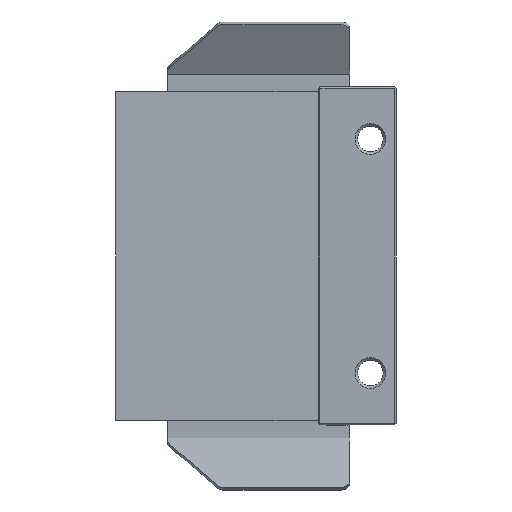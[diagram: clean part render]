
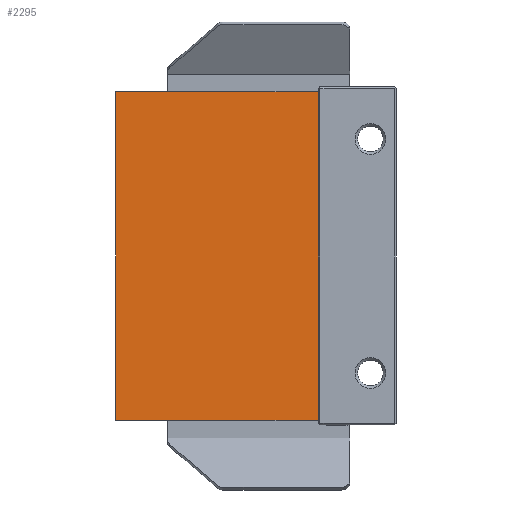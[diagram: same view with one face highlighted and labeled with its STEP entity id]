
A CAD part, left-side view. The second image highlights one B-rep face of the part: STEP entity #2295.
In plain terms, the highlighted face is planar.
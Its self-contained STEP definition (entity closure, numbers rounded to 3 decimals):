
#1993=CARTESIAN_POINT('',(1.0,0.0,31.55));
#1994=VERTEX_POINT('',#1993);
#1995=CARTESIAN_POINT('',(1.0,0.0,-31.55));
#1996=VERTEX_POINT('',#1995);
#1997=CARTESIAN_POINT('',(1.0,0.0,31.55));
#1998=DIRECTION('',(0.0,0.0,-1.0));
#1999=VECTOR('',#1998,63.1);
#2000=LINE('',#1997,#1999);
#2001=EDGE_CURVE('',#1994,#1996,#2000,.T.);
#2265=CARTESIAN_POINT('',(1.0,0.0,0.0));
#2266=DIRECTION('',(1.,0.012,0.0));
#2267=DIRECTION('',(0.0,0.0,-1.0));
#2268=AXIS2_PLACEMENT_3D('',#2265,#2266,#2267);
#2269=PLANE('',#2268);
#2270=CARTESIAN_POINT('',(1.5,-40.1,31.55));
#2271=VERTEX_POINT('',#2270);
#2272=CARTESIAN_POINT('',(1.0,0.0,31.55));
#2273=DIRECTION('',(0.012,-1.,0.0));
#2274=VECTOR('',#2273,40.103);
#2275=LINE('',#2272,#2274);
#2276=EDGE_CURVE('',#1994,#2271,#2275,.T.);
#2277=ORIENTED_EDGE('',*,*,#2276,.T.);
#2278=CARTESIAN_POINT('',(1.5,-40.1,-31.55));
#2279=VERTEX_POINT('',#2278);
#2280=CARTESIAN_POINT('',(1.5,-40.1,-31.55));
#2281=DIRECTION('',(0.0,0.0,1.0));
#2282=VECTOR('',#2281,63.1);
#2283=LINE('',#2280,#2282);
#2284=EDGE_CURVE('',#2279,#2271,#2283,.T.);
#2285=ORIENTED_EDGE('',*,*,#2284,.F.);
#2286=CARTESIAN_POINT('',(1.5,-40.1,-31.55));
#2287=DIRECTION('',(-0.012,1.,0.0));
#2288=VECTOR('',#2287,40.103);
#2289=LINE('',#2286,#2288);
#2290=EDGE_CURVE('',#2279,#1996,#2289,.T.);
#2291=ORIENTED_EDGE('',*,*,#2290,.T.);
#2292=ORIENTED_EDGE('',*,*,#2001,.F.);
#2293=EDGE_LOOP('',(#2277,#2285,#2291,#2292));
#2294=FACE_OUTER_BOUND('',#2293,.T.);
#2295=ADVANCED_FACE('',(#2294),#2269,.T.);
